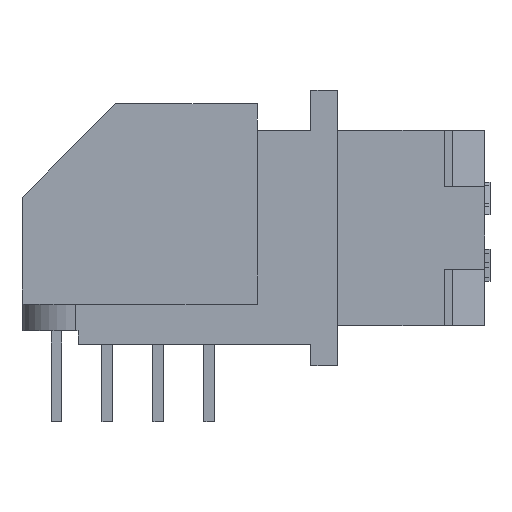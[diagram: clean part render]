
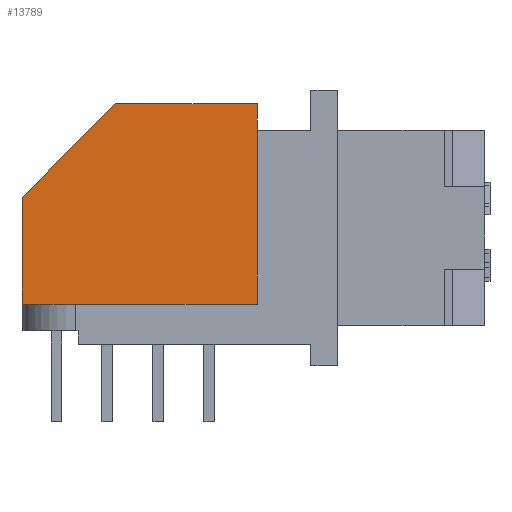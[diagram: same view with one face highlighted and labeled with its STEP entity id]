
A CAD part, left-side view. The second image highlights one B-rep face of the part: STEP entity #13789.
In plain terms, the highlighted planar face has unit normal (-1, 0, 0).
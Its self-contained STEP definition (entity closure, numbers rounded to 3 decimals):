
#534=FACE_OUTER_BOUND('',#1433,.T.);
#1433=EDGE_LOOP('',(#9634,#9635,#9636,#9637,#9638,#9639));
#2250=LINE('',#19526,#4062);
#2282=LINE('',#19616,#4094);
#2506=LINE('',#20099,#4318);
#2512=LINE('',#20111,#4324);
#2515=LINE('',#20117,#4327);
#2517=LINE('',#20120,#4329);
#4062=VECTOR('',#15719,4.);
#4094=VECTOR('',#15795,8.8);
#4318=VECTOR('',#16213,4.95);
#4324=VECTOR('',#16225,1.);
#4327=VECTOR('',#16232,5.3);
#4329=VECTOR('',#16236,6.5);
#5878=VERTEX_POINT('',#19523);
#5879=VERTEX_POINT('',#19525);
#5915=VERTEX_POINT('',#19614);
#5957=VERTEX_POINT('',#19736);
#6077=VERTEX_POINT('',#20098);
#6080=VERTEX_POINT('',#20110);
#7162=EDGE_CURVE('',#5879,#5878,#2250,.T.);
#7206=EDGE_CURVE('',#5915,#5878,#2282,.T.);
#7444=EDGE_CURVE('',#5879,#6077,#2506,.T.);
#7450=EDGE_CURVE('',#6080,#5957,#2512,.T.);
#7453=EDGE_CURVE('',#6077,#6080,#2515,.T.);
#7455=EDGE_CURVE('',#5957,#5915,#2517,.T.);
#9634=ORIENTED_EDGE('',*,*,#7162,.T.);
#9635=ORIENTED_EDGE('',*,*,#7206,.F.);
#9636=ORIENTED_EDGE('',*,*,#7455,.F.);
#9637=ORIENTED_EDGE('',*,*,#7450,.F.);
#9638=ORIENTED_EDGE('',*,*,#7453,.F.);
#9639=ORIENTED_EDGE('',*,*,#7444,.F.);
#12959=PLANE('',#14795);
#13789=ADVANCED_FACE('',(#534),#12959,.F.);
#14795=AXIS2_PLACEMENT_3D('',#20119,#16234,#16235);
#15719=DIRECTION('',(0.,0.,-1.));
#15795=DIRECTION('',(0.,1.,0.));
#16213=DIRECTION('',(0.,-0.707,0.707));
#16225=DIRECTION('',(0.,0.,-1.));
#16232=DIRECTION('',(0.,-1.,0.));
#16234=DIRECTION('center_axis',(1.,0.,0.));
#16235=DIRECTION('ref_axis',(0.,1.,0.));
#16236=DIRECTION('',(0.,0.,-1.));
#19523=CARTESIAN_POINT('',(-24.64,4.142,1.5));
#19525=CARTESIAN_POINT('',(-24.64,4.142,5.5));
#19526=CARTESIAN_POINT('',(-24.64,4.142,5.5));
#19614=CARTESIAN_POINT('',(-24.64,-4.658,1.5));
#19616=CARTESIAN_POINT('',(-24.64,-4.658,1.5));
#19736=CARTESIAN_POINT('',(-24.64,-4.658,8.));
#20098=CARTESIAN_POINT('',(-24.64,0.642,9.));
#20099=CARTESIAN_POINT('',(-24.64,4.142,5.5));
#20110=CARTESIAN_POINT('',(-24.64,-4.658,9.));
#20111=CARTESIAN_POINT('',(-24.64,-4.658,9.));
#20117=CARTESIAN_POINT('',(-24.64,0.642,9.));
#20119=CARTESIAN_POINT('Origin',(-24.64,-4.658,9.));
#20120=CARTESIAN_POINT('',(-24.64,-4.658,8.));
